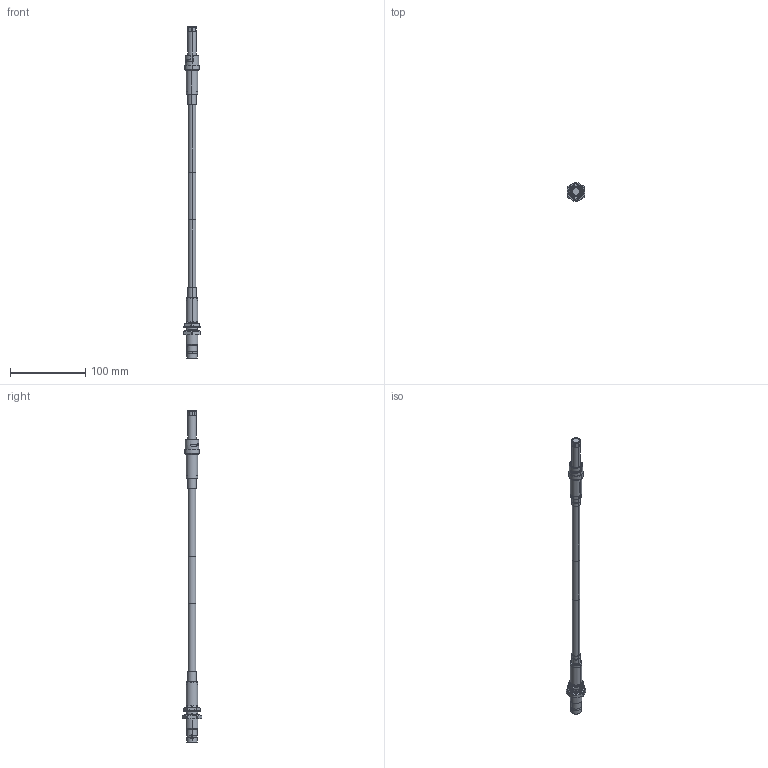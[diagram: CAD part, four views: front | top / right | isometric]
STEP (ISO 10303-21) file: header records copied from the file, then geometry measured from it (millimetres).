
FILE_DESCRIPTION (( 'STEP AP214' ), '1' );
FILE_NAME ('FMCA9767_3D.step', '2023-06-26T12:08:50', ( '' ), ( '' ), 'SwSTEP 2.0', 'SolidWorks 2022', '' );
FILE_SCHEMA (( 'AUTOMOTIVE_DESIGN' ));
Length unit declared in the file: inch
Products named in the file (9): heat shrink-230180FM_conn 3; N8105-8; 20KV8500-4; FMCA9767_3D; RG213-PROD_RG213_GID 230180; FMCN45843; 20KV-8105-0213; N8105-7_2; FMCN45841
Assembly tree (9 placements, depth 3):
  FMCA9767_3D
    RG213-PROD_RG213_GID 230180
    FMCN45841
    FMCN45843
      20KV-8105-0213
      N8105-7_2
      N8105-8
      20KV8500-4
    heat shrink-230180FM_conn 3  x2
Bounding box: 23.85 x 26.59 x 441.7 mm (x, y, z)
Volume: 47758.1 mm3; surface area: 35297 mm2
Topology: 8 solids, 8 shells, 392 faces, 945 edges, 589 vertices
Faces by surface type: cylinder 151, plane 121, cone 65, bspline 39, torus 16
Entity records: 12222 total; most frequent: CARTESIAN_POINT 3138, DIRECTION 1845, ORIENTED_EDGE 1802, EDGE_CURVE 901, AXIS2_PLACEMENT_3D 748, VERTEX_POINT 565, CIRCLE 404, EDGE_LOOP 398
